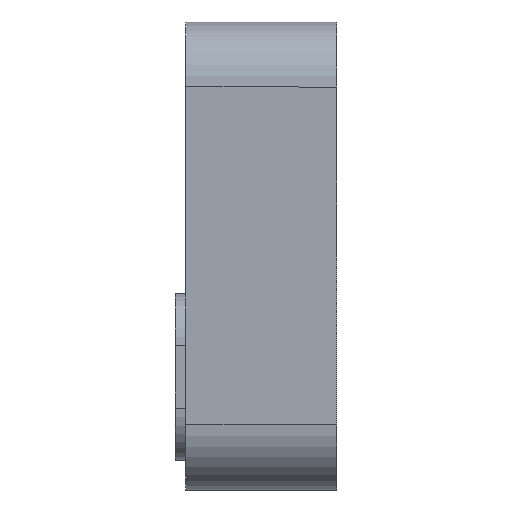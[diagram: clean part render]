
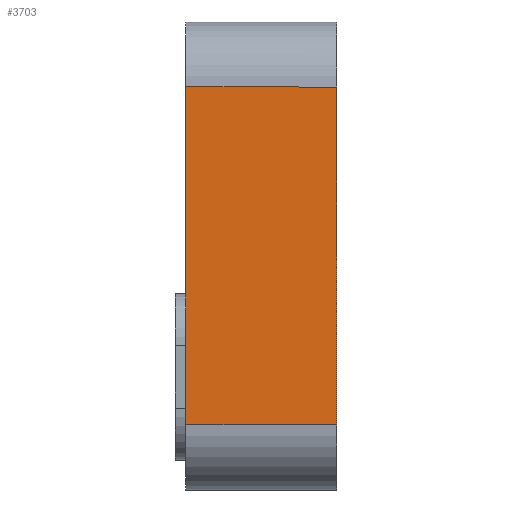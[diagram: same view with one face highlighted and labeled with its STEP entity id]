
A CAD part, left-side view. The second image highlights one B-rep face of the part: STEP entity #3703.
In plain terms, the highlighted planar face has unit normal (-1, 0, 0).
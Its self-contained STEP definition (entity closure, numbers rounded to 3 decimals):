
#33 = CARTESIAN_POINT ( 'NONE',  ( -11.875, 5.8, 6.5 ) ) ;
#322 = ORIENTED_EDGE ( 'NONE', *, *, #2759, .F. ) ;
#622 = VERTEX_POINT ( 'NONE', #995 ) ;
#647 = VECTOR ( 'NONE', #4909, 1000. ) ;
#707 = CARTESIAN_POINT ( 'NONE',  ( -11.875, 5.8, -6.5 ) ) ;
#766 = LINE ( 'NONE', #1672, #3078 ) ;
#995 = CARTESIAN_POINT ( 'NONE',  ( -11.875, 0., 6.5 ) ) ;
#1121 = PLANE ( 'NONE',  #2908 ) ;
#1263 = CARTESIAN_POINT ( 'NONE',  ( -11.875, 0., -6.5 ) ) ;
#1400 = LINE ( 'NONE', #2644, #2407 ) ;
#1672 = CARTESIAN_POINT ( 'NONE',  ( -11.875, 0., 6.5 ) ) ;
#1962 = DIRECTION ( 'NONE',  ( 1., 0., 0. ) ) ;
#2021 = DIRECTION ( 'NONE',  ( 0., 0., 1. ) ) ;
#2047 = DIRECTION ( 'NONE',  ( 0., 0., -1. ) ) ;
#2266 = LINE ( 'NONE', #2700, #5075 ) ;
#2345 = EDGE_CURVE ( 'NONE', #3636, #2829, #1400, .T. ) ;
#2407 = VECTOR ( 'NONE', #3401, 1000. ) ;
#2452 = CARTESIAN_POINT ( 'NONE',  ( -11.875, 5.8, 6.5 ) ) ;
#2482 = FACE_OUTER_BOUND ( 'NONE', #3126, .T. ) ;
#2644 = CARTESIAN_POINT ( 'NONE',  ( -11.875, 4.8, -6.5 ) ) ;
#2700 = CARTESIAN_POINT ( 'NONE',  ( -11.875, 4.8, 6.5 ) ) ;
#2759 = EDGE_CURVE ( 'NONE', #4553, #622, #2266, .T. ) ;
#2793 = ORIENTED_EDGE ( 'NONE', *, *, #3552, .F. ) ;
#2829 = VERTEX_POINT ( 'NONE', #1263 ) ;
#2857 = CARTESIAN_POINT ( 'NONE',  ( -11.875, 4.8, 6.5 ) ) ;
#2908 = AXIS2_PLACEMENT_3D ( 'NONE', #2857, #1962, #2047 ) ;
#2913 = EDGE_CURVE ( 'NONE', #2829, #622, #766, .T. ) ;
#3073 = LINE ( 'NONE', #2452, #647 ) ;
#3078 = VECTOR ( 'NONE', #2021, 1000. ) ;
#3126 = EDGE_LOOP ( 'NONE', ( #4548, #322, #2793, #4377 ) ) ;
#3401 = DIRECTION ( 'NONE',  ( 0., -1., 0. ) ) ;
#3552 = EDGE_CURVE ( 'NONE', #3636, #4553, #3073, .T. ) ;
#3636 = VERTEX_POINT ( 'NONE', #707 ) ;
#3703 = ADVANCED_FACE ( 'NONE', ( #2482 ), #1121, .F. ) ;
#4344 = DIRECTION ( 'NONE',  ( 0., -1., 0. ) ) ;
#4377 = ORIENTED_EDGE ( 'NONE', *, *, #2345, .T. ) ;
#4548 = ORIENTED_EDGE ( 'NONE', *, *, #2913, .T. ) ;
#4553 = VERTEX_POINT ( 'NONE', #33 ) ;
#4909 = DIRECTION ( 'NONE',  ( 0., 0., 1. ) ) ;
#5075 = VECTOR ( 'NONE', #4344, 1000. ) ;
